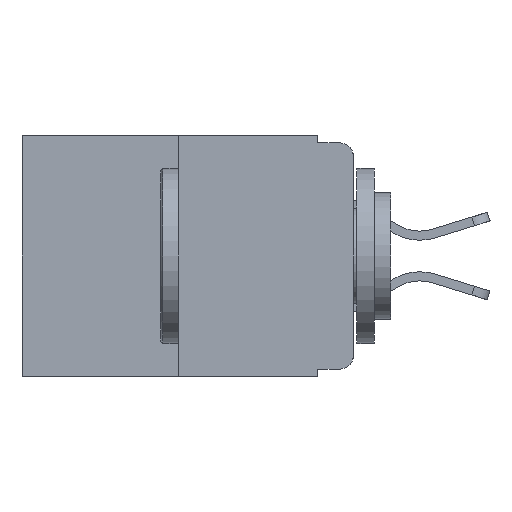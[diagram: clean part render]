
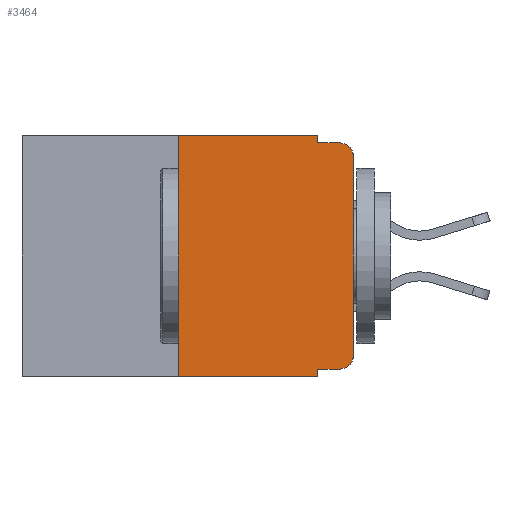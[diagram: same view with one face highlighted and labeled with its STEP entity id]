
A CAD part, left-side view. The second image highlights one B-rep face of the part: STEP entity #3464.
In plain terms, the highlighted planar face has unit normal (-1, 0, 0).
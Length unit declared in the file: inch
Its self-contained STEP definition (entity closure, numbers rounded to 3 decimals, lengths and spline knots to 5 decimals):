
#7 = CARTESIAN_POINT ( 'NONE',  ( 0., 0.051, -0.01 ) ) ;
#109 = VERTEX_POINT ( 'NONE', #4969 ) ;
#121 = DIRECTION ( 'NONE',  ( 0., -1., 0. ) ) ;
#501 = DIRECTION ( 'NONE',  ( -1., 0., 0. ) ) ;
#739 = VERTEX_POINT ( 'NONE', #6496 ) ;
#770 = VECTOR ( 'NONE', #9923, 39.37008 ) ;
#780 = VECTOR ( 'NONE', #2520, 39.37008 ) ;
#939 = EDGE_CURVE ( 'NONE', #6188, #11337, #8279, .T. ) ;
#969 = VECTOR ( 'NONE', #2592, 39.37008 ) ;
#1054 = CIRCLE ( 'NONE', #10206, 0.02 ) ;
#1132 = ORIENTED_EDGE ( 'NONE', *, *, #11366, .T. ) ;
#1164 = DIRECTION ( 'NONE',  ( -1., 0., 0. ) ) ;
#1186 = VECTOR ( 'NONE', #4550, 39.37008 ) ;
#1347 = VERTEX_POINT ( 'NONE', #10805 ) ;
#1420 = EDGE_CURVE ( 'NONE', #739, #109, #8536, .T. ) ;
#1435 = VERTEX_POINT ( 'NONE', #8849 ) ;
#1613 = CARTESIAN_POINT ( 'NONE',  ( 0., 0.473, 0. ) ) ;
#1689 = VERTEX_POINT ( 'NONE', #6638 ) ;
#2110 = VERTEX_POINT ( 'NONE', #9965 ) ;
#2478 = CARTESIAN_POINT ( 'NONE',  ( 0., 0.25, 0. ) ) ;
#2520 = DIRECTION ( 'NONE',  ( 0., 0., 1. ) ) ;
#2592 = DIRECTION ( 'NONE',  ( 0., 0., -1. ) ) ;
#2601 = LINE ( 'NONE', #7, #4945 ) ;
#2689 = CARTESIAN_POINT ( 'NONE',  ( 0., 0.051, 0. ) ) ;
#2739 = DIRECTION ( 'NONE',  ( 0., 0., -1. ) ) ;
#2785 = ORIENTED_EDGE ( 'NONE', *, *, #7179, .F. ) ;
#2972 = ORIENTED_EDGE ( 'NONE', *, *, #6574, .F. ) ;
#3277 = DIRECTION ( 'NONE',  ( 0., -1., 0. ) ) ;
#3367 = ORIENTED_EDGE ( 'NONE', *, *, #10173, .F. ) ;
#3464 = ADVANCED_FACE ( 'NONE', ( #5654 ), #7439, .F. ) ;
#3790 = LINE ( 'NONE', #5517, #969 ) ;
#3941 = EDGE_LOOP ( 'NONE', ( #4924, #1132, #3367, #7124, #12122, #2785, #4986, #2972, #4710, #5243 ) ) ;
#3990 = VECTOR ( 'NONE', #2739, 39.37008 ) ;
#4317 = LINE ( 'NONE', #2689, #3990 ) ;
#4339 = CARTESIAN_POINT ( 'NONE',  ( 0., 0.473, -0.343 ) ) ;
#4550 = DIRECTION ( 'NONE',  ( 0., 0., 1. ) ) ;
#4698 = EDGE_CURVE ( 'NONE', #2110, #6188, #1054, .T. ) ;
#4710 = ORIENTED_EDGE ( 'NONE', *, *, #5307, .T. ) ;
#4924 = ORIENTED_EDGE ( 'NONE', *, *, #939, .T. ) ;
#4932 = CARTESIAN_POINT ( 'NONE',  ( 0., 0.473, 0. ) ) ;
#4945 = VECTOR ( 'NONE', #3277, 39.37008 ) ;
#4969 = CARTESIAN_POINT ( 'NONE',  ( 0., 0.051, 0. ) ) ;
#4986 = ORIENTED_EDGE ( 'NONE', *, *, #7670, .T. ) ;
#5100 = CARTESIAN_POINT ( 'NONE',  ( 0., 0., 0. ) ) ;
#5243 = ORIENTED_EDGE ( 'NONE', *, *, #4698, .T. ) ;
#5307 = EDGE_CURVE ( 'NONE', #6198, #2110, #12097, .T. ) ;
#5334 = VERTEX_POINT ( 'NONE', #6988 ) ;
#5517 = CARTESIAN_POINT ( 'NONE',  ( 0., 0.051, 0. ) ) ;
#5600 = AXIS2_PLACEMENT_3D ( 'NONE', #7094, #1164, #7941 ) ;
#5654 = FACE_OUTER_BOUND ( 'NONE', #3941, .T. ) ;
#6084 = CARTESIAN_POINT ( 'NONE',  ( 0., 0.02, -0.313 ) ) ;
#6093 = CARTESIAN_POINT ( 'NONE',  ( 0., 0., -0.03 ) ) ;
#6137 = CARTESIAN_POINT ( 'NONE',  ( 0., 0.051, -0.333 ) ) ;
#6188 = VERTEX_POINT ( 'NONE', #10633 ) ;
#6198 = VERTEX_POINT ( 'NONE', #6137 ) ;
#6496 = CARTESIAN_POINT ( 'NONE',  ( 0., 0.25, 0. ) ) ;
#6543 = DIRECTION ( 'NONE',  ( 1., 0., 0. ) ) ;
#6574 = EDGE_CURVE ( 'NONE', #6198, #1347, #4317, .T. ) ;
#6638 = CARTESIAN_POINT ( 'NONE',  ( 0., 0.051, -0.01 ) ) ;
#6775 = LINE ( 'NONE', #2478, #1186 ) ;
#6900 = CARTESIAN_POINT ( 'NONE',  ( 0., 0.051, -0.333 ) ) ;
#6988 = CARTESIAN_POINT ( 'NONE',  ( 0., 0.02, -0.01 ) ) ;
#7041 = DIRECTION ( 'NONE',  ( 0., 0., -1. ) ) ;
#7094 = CARTESIAN_POINT ( 'NONE',  ( 0., 0.02, -0.03 ) ) ;
#7096 = VECTOR ( 'NONE', #11312, 39.37008 ) ;
#7124 = ORIENTED_EDGE ( 'NONE', *, *, #8367, .F. ) ;
#7179 = EDGE_CURVE ( 'NONE', #1435, #739, #6775, .T. ) ;
#7439 = PLANE ( 'NONE',  #8214 ) ;
#7670 = EDGE_CURVE ( 'NONE', #1435, #1347, #8296, .T. ) ;
#7941 = DIRECTION ( 'NONE',  ( 0., 0., -1. ) ) ;
#8214 = AXIS2_PLACEMENT_3D ( 'NONE', #1613, #6543, #9234 ) ;
#8279 = LINE ( 'NONE', #5100, #780 ) ;
#8296 = LINE ( 'NONE', #4339, #10393 ) ;
#8367 = EDGE_CURVE ( 'NONE', #109, #1689, #3790, .T. ) ;
#8482 = CIRCLE ( 'NONE', #5600, 0.02 ) ;
#8536 = LINE ( 'NONE', #4932, #770 ) ;
#8849 = CARTESIAN_POINT ( 'NONE',  ( 0., 0.25, -0.343 ) ) ;
#9234 = DIRECTION ( 'NONE',  ( 0., 0., -1. ) ) ;
#9923 = DIRECTION ( 'NONE',  ( 0., -1., 0. ) ) ;
#9965 = CARTESIAN_POINT ( 'NONE',  ( 0., 0.02, -0.333 ) ) ;
#10173 = EDGE_CURVE ( 'NONE', #1689, #5334, #2601, .T. ) ;
#10206 = AXIS2_PLACEMENT_3D ( 'NONE', #6084, #501, #7041 ) ;
#10393 = VECTOR ( 'NONE', #121, 39.37008 ) ;
#10633 = CARTESIAN_POINT ( 'NONE',  ( 0., 0., -0.313 ) ) ;
#10805 = CARTESIAN_POINT ( 'NONE',  ( 0., 0.051, -0.343 ) ) ;
#11312 = DIRECTION ( 'NONE',  ( 0., -1., 0. ) ) ;
#11337 = VERTEX_POINT ( 'NONE', #6093 ) ;
#11366 = EDGE_CURVE ( 'NONE', #11337, #5334, #8482, .T. ) ;
#12097 = LINE ( 'NONE', #6900, #7096 ) ;
#12122 = ORIENTED_EDGE ( 'NONE', *, *, #1420, .F. ) ;
